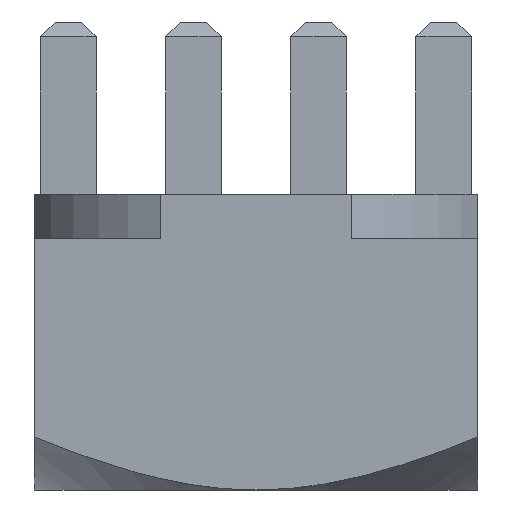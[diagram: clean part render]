
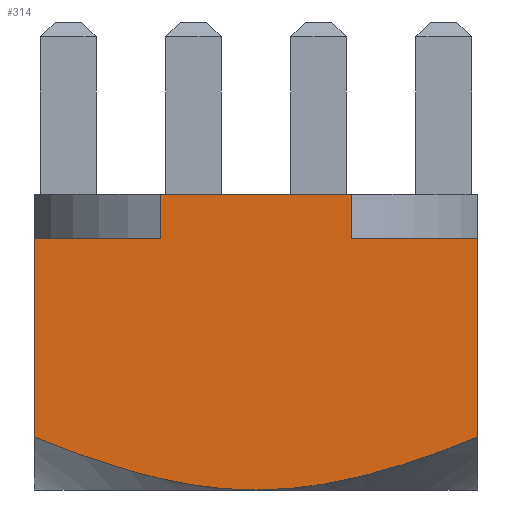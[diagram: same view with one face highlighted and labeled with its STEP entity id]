
A CAD part, front view. The second image highlights one B-rep face of the part: STEP entity #314.
In plain terms, the highlighted planar face has unit normal (0, -1, 0).
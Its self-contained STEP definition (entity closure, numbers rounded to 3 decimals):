
#124 = VECTOR ( 'NONE', #696, 1000. ) ;
#286 = AXIS2_PLACEMENT_3D ( 'NONE', #1902, #1897, #1896 ) ;
#314 = ADVANCED_FACE ( 'NONE', ( #1901 ), #1900, .T. ) ;
#500 = VECTOR ( 'NONE', #846, 1000. ) ;
#696 = DIRECTION ( 'NONE',  ( 0., 0., 1. ) ) ;
#699 = CARTESIAN_POINT ( 'NONE',  ( -4.5, -4.5, -6. ) ) ;
#705 = LINE ( 'NONE', #699, #124 ) ;
#846 = DIRECTION ( 'NONE',  ( 1., 0., 0. ) ) ;
#847 = CARTESIAN_POINT ( 'NONE',  ( -4.5, -4.5, 0. ) ) ;
#849 = LINE ( 'NONE', #847, #500 ) ;
#853 = DIRECTION ( 'NONE',  ( -1., 0., 0. ) ) ;
#854 = CARTESIAN_POINT ( 'NONE',  ( -4.5, -4.5, -0.9 ) ) ;
#855 = LINE ( 'NONE', #854, #1621 ) ;
#864 = CARTESIAN_POINT ( 'NONE',  ( -4.5, -4.5, -4.924 ) ) ;
#865 = DIRECTION ( 'NONE',  ( 0., 0., -1. ) ) ;
#866 = CARTESIAN_POINT ( 'NONE',  ( -1.939, -4.5, -0.9 ) ) ;
#868 = LINE ( 'NONE', #866, #2288 ) ;
#869 = CARTESIAN_POINT ( 'NONE',  ( 0., -4.5, -6. ) ) ;
#870 = CARTESIAN_POINT ( 'NONE',  ( -0.387, -4.5, -6. ) ) ;
#871 = CARTESIAN_POINT ( 'NONE',  ( -0.78, -4.5, -5.97 ) ) ;
#872 = CARTESIAN_POINT ( 'NONE',  ( -1.547, -4.5, -5.859 ) ) ;
#873 = CARTESIAN_POINT ( 'NONE',  ( -1.925, -4.5, -5.779 ) ) ;
#874 = CARTESIAN_POINT ( 'NONE',  ( -3.047, -4.5, -5.484 ) ) ;
#877 = DIRECTION ( 'NONE',  ( 0., 0., 1. ) ) ;
#879 = CARTESIAN_POINT ( 'NONE',  ( 1.939, -4.5, -0.9 ) ) ;
#880 = LINE ( 'NONE', #879, #2643 ) ;
#882 = DIRECTION ( 'NONE',  ( 0., 0., 1. ) ) ;
#883 = CARTESIAN_POINT ( 'NONE',  ( 4.5, -4.5, -6. ) ) ;
#884 = LINE ( 'NONE', #883, #2284 ) ;
#892 = CARTESIAN_POINT ( 'NONE',  ( -4.5, -4.5, -4.924 ) ) ;
#893 = CARTESIAN_POINT ( 'NONE',  ( -3.782, -4.5, -5.217 ) ) ;
#902 = CARTESIAN_POINT ( 'NONE',  ( 4.5, -4.5, -4.924 ) ) ;
#903 = CARTESIAN_POINT ( 'NONE',  ( 4.14, -4.5, -5.071 ) ) ;
#904 = CARTESIAN_POINT ( 'NONE',  ( 3.777, -4.5, -5.21 ) ) ;
#906 = CARTESIAN_POINT ( 'NONE',  ( 3.04, -4.5, -5.467 ) ) ;
#907 = CARTESIAN_POINT ( 'NONE',  ( 2.667, -4.5, -5.584 ) ) ;
#908 = CARTESIAN_POINT ( 'NONE',  ( 1.543, -4.5, -5.879 ) ) ;
#917 = CARTESIAN_POINT ( 'NONE',  ( 0., -4.5, -6. ) ) ;
#921 = DIRECTION ( 'NONE',  ( -1., 0., 0. ) ) ;
#922 = CARTESIAN_POINT ( 'NONE',  ( -4.5, -4.5, -0.9 ) ) ;
#923 = CARTESIAN_POINT ( 'NONE',  ( 0.781, -4.5, -6. ) ) ;
#924 = LINE ( 'NONE', #922, #2575 ) ;
#969 = CARTESIAN_POINT ( 'NONE',  ( 1.939, -4.5, 0. ) ) ;
#980 = CARTESIAN_POINT ( 'NONE',  ( -1.939, -4.5, -0.9 ) ) ;
#983 = CARTESIAN_POINT ( 'NONE',  ( 4.5, -4.5, -0.9 ) ) ;
#993 = CARTESIAN_POINT ( 'NONE',  ( 1.939, -4.5, -0.9 ) ) ;
#998 = CARTESIAN_POINT ( 'NONE',  ( 0., -4.5, -6. ) ) ;
#1042 = CARTESIAN_POINT ( 'NONE',  ( -4.5, -4.5, -0.9 ) ) ;
#1096 = VERTEX_POINT ( 'NONE', #1695 ) ;
#1122 = VERTEX_POINT ( 'NONE', #1619 ) ;
#1156 = VERTEX_POINT ( 'NONE', #864 ) ;
#1348 = EDGE_LOOP ( 'NONE', ( #1594, #1595, #1578, #1579, #1580, #1581, #1582, #1583, #1584 ) ) ;
#1578 = ORIENTED_EDGE ( 'NONE', *, *, #2467, .T. ) ;
#1579 = ORIENTED_EDGE ( 'NONE', *, *, #2471, .T. ) ;
#1580 = ORIENTED_EDGE ( 'NONE', *, *, #2476, .T. ) ;
#1581 = ORIENTED_EDGE ( 'NONE', *, *, #2472, .T. ) ;
#1582 = ORIENTED_EDGE ( 'NONE', *, *, #2478, .F. ) ;
#1583 = ORIENTED_EDGE ( 'NONE', *, *, #2474, .T. ) ;
#1584 = ORIENTED_EDGE ( 'NONE', *, *, #2463, .T. ) ;
#1594 = ORIENTED_EDGE ( 'NONE', *, *, #2512, .F. ) ;
#1595 = ORIENTED_EDGE ( 'NONE', *, *, #2473, .T. ) ;
#1619 = CARTESIAN_POINT ( 'NONE',  ( 4.5, -4.5, -4.924 ) ) ;
#1621 = VECTOR ( 'NONE', #853, 1000. ) ;
#1695 = CARTESIAN_POINT ( 'NONE',  ( -1.939, -4.5, 0. ) ) ;
#1896 = DIRECTION ( 'NONE',  ( 0., 0., -1. ) ) ;
#1897 = DIRECTION ( 'NONE',  ( 0., -1., 0. ) ) ;
#1900 = PLANE ( 'NONE',  #286 ) ;
#1901 = FACE_OUTER_BOUND ( 'NONE', #1348, .T. ) ;
#1902 = CARTESIAN_POINT ( 'NONE',  ( -4.5, -4.5, -6. ) ) ;
#1990 = VERTEX_POINT ( 'NONE', #969 ) ;
#1992 = VERTEX_POINT ( 'NONE', #1042 ) ;
#2001 = VERTEX_POINT ( 'NONE', #998 ) ;
#2003 = VERTEX_POINT ( 'NONE', #983 ) ;
#2022 = VERTEX_POINT ( 'NONE', #993 ) ;
#2023 = VERTEX_POINT ( 'NONE', #980 ) ;
#2284 = VECTOR ( 'NONE', #882, 1000. ) ;
#2288 = VECTOR ( 'NONE', #865, 1000. ) ;
#2463 = EDGE_CURVE ( 'NONE', #2023, #1992, #924, .T. ) ;
#2467 = EDGE_CURVE ( 'NONE', #2001, #1122, #2539, .T. ) ;
#2471 = EDGE_CURVE ( 'NONE', #1122, #2003, #884, .T. ) ;
#2472 = EDGE_CURVE ( 'NONE', #2022, #1990, #880, .T. ) ;
#2473 = EDGE_CURVE ( 'NONE', #1156, #2001, #2537, .T. ) ;
#2474 = EDGE_CURVE ( 'NONE', #1096, #2023, #868, .T. ) ;
#2476 = EDGE_CURVE ( 'NONE', #2003, #2022, #855, .T. ) ;
#2478 = EDGE_CURVE ( 'NONE', #1096, #1990, #849, .T. ) ;
#2512 = EDGE_CURVE ( 'NONE', #1156, #1992, #705, .T. ) ;
#2537 = B_SPLINE_CURVE_WITH_KNOTS ( 'NONE', 3,
 ( #892, #893, #874, #873, #872, #871, #870, #869 ),
 .UNSPECIFIED., .F., .F.,
 ( 4, 2, 2, 4 ),
 ( 0.005, 0.007, 0.008, 0.01 ),
 .UNSPECIFIED. ) ;
#2539 = B_SPLINE_CURVE_WITH_KNOTS ( 'NONE', 3,
 ( #917, #923, #908, #907, #906, #904, #903, #902 ),
 .UNSPECIFIED., .F., .F.,
 ( 4, 2, 2, 4 ),
 ( 0.01, 0.012, 0.013, 0.014 ),
 .UNSPECIFIED. ) ;
#2575 = VECTOR ( 'NONE', #921, 1000. ) ;
#2643 = VECTOR ( 'NONE', #877, 1000. ) ;
